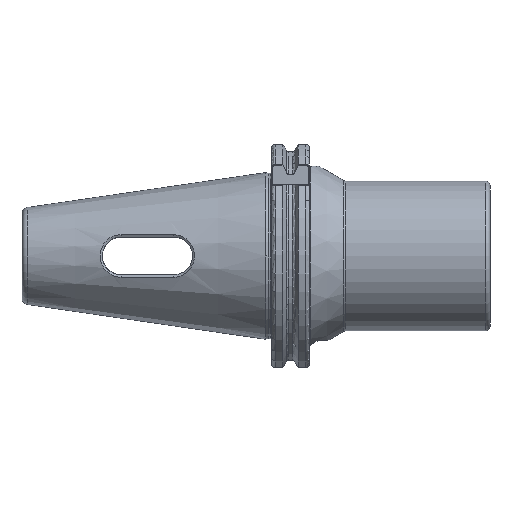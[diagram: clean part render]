
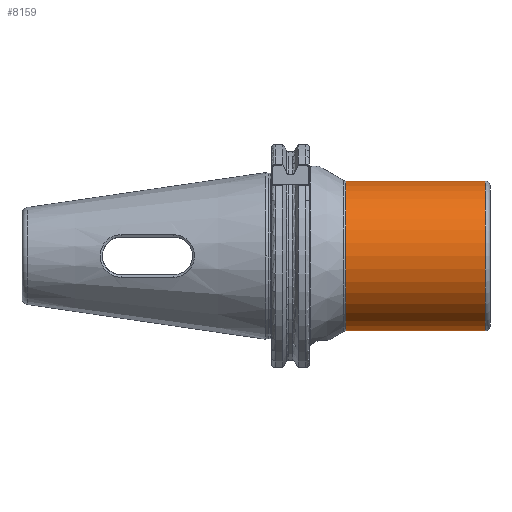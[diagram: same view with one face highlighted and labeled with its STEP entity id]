
A CAD part, front view. The second image highlights one B-rep face of the part: STEP entity #8159.
In plain terms, the highlighted cylindrical face has radius 31.5 mm (diameter 63 mm), a partial arc.
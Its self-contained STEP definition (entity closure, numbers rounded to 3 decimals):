
#3283 = DIRECTION ( 'NONE',  ( -1., 0., 0. ) ) ;
#3299 = CARTESIAN_POINT ( 'NONE',  ( 89.8, 0., 0. ) ) ;
#3300 = DIRECTION ( 'NONE',  ( 0., 0., 1. ) ) ;
#8159 = ADVANCED_FACE ( 'NONE', ( #15763 ), #15798, .T. ) ;
#9874 = VERTEX_POINT ( 'NONE', #32170 ) ;
#9879 = VERTEX_POINT ( 'NONE', #32178 ) ;
#9883 = VERTEX_POINT ( 'NONE', #32199 ) ;
#9884 = VERTEX_POINT ( 'NONE', #32171 ) ;
#12603 = AXIS2_PLACEMENT_3D ( 'NONE', #29392, #29432, #29414 ) ;
#13849 = DIRECTION ( 'NONE',  ( 0., 0., 1. ) ) ;
#13857 = DIRECTION ( 'NONE',  ( -1., 0., 0. ) ) ;
#13869 = CARTESIAN_POINT ( 'NONE',  ( -110.94, 0., 0. ) ) ;
#15763 = FACE_OUTER_BOUND ( 'NONE', #18095, .T. ) ;
#15798 = CYLINDRICAL_SURFACE ( 'NONE', #20288, 31.5 ) ;
#18095 = EDGE_LOOP ( 'NONE', ( #25314, #25301, #25265, #25284 ) ) ;
#20001 = EDGE_CURVE ( 'NONE', #9879, #9884, #20502, .T. ) ;
#20137 = AXIS2_PLACEMENT_3D ( 'NONE', #3299, #3283, #3300 ) ;
#20288 = AXIS2_PLACEMENT_3D ( 'NONE', #13869, #13857, #13849 ) ;
#20502 = CIRCLE ( 'NONE', #20137, 31.5 ) ;
#20617 = CIRCLE ( 'NONE', #12603, 31.5 ) ;
#20629 = VECTOR ( 'NONE', #29363, 1000. ) ;
#20657 = LINE ( 'NONE', #29356, #20629 ) ;
#20692 = LINE ( 'NONE', #23706, #20699 ) ;
#20699 = VECTOR ( 'NONE', #23710, 1000. ) ;
#23706 = CARTESIAN_POINT ( 'NONE',  ( -110.94, 0., -31.5 ) ) ;
#23710 = DIRECTION ( 'NONE',  ( -1., 0., 0. ) ) ;
#25265 = ORIENTED_EDGE ( 'NONE', *, *, #34696, .T. ) ;
#25284 = ORIENTED_EDGE ( 'NONE', *, *, #34702, .T. ) ;
#25301 = ORIENTED_EDGE ( 'NONE', *, *, #20001, .T. ) ;
#25314 = ORIENTED_EDGE ( 'NONE', *, *, #34780, .F. ) ;
#29356 = CARTESIAN_POINT ( 'NONE',  ( -110.94, 0., 31.5 ) ) ;
#29363 = DIRECTION ( 'NONE',  ( -1., 0., 0. ) ) ;
#29392 = CARTESIAN_POINT ( 'NONE',  ( 31.158, 0., 0. ) ) ;
#29414 = DIRECTION ( 'NONE',  ( 0., 0., 1. ) ) ;
#29432 = DIRECTION ( 'NONE',  ( 1., 0., 0. ) ) ;
#32170 = CARTESIAN_POINT ( 'NONE',  ( 31.158, 0., 31.5 ) ) ;
#32171 = CARTESIAN_POINT ( 'NONE',  ( 89.8, 0., 31.5 ) ) ;
#32178 = CARTESIAN_POINT ( 'NONE',  ( 89.8, 0., -31.5 ) ) ;
#32199 = CARTESIAN_POINT ( 'NONE',  ( 31.158, 0., -31.5 ) ) ;
#34696 = EDGE_CURVE ( 'NONE', #9884, #9874, #20657, .T. ) ;
#34702 = EDGE_CURVE ( 'NONE', #9874, #9883, #20617, .T. ) ;
#34780 = EDGE_CURVE ( 'NONE', #9879, #9883, #20692, .T. ) ;
